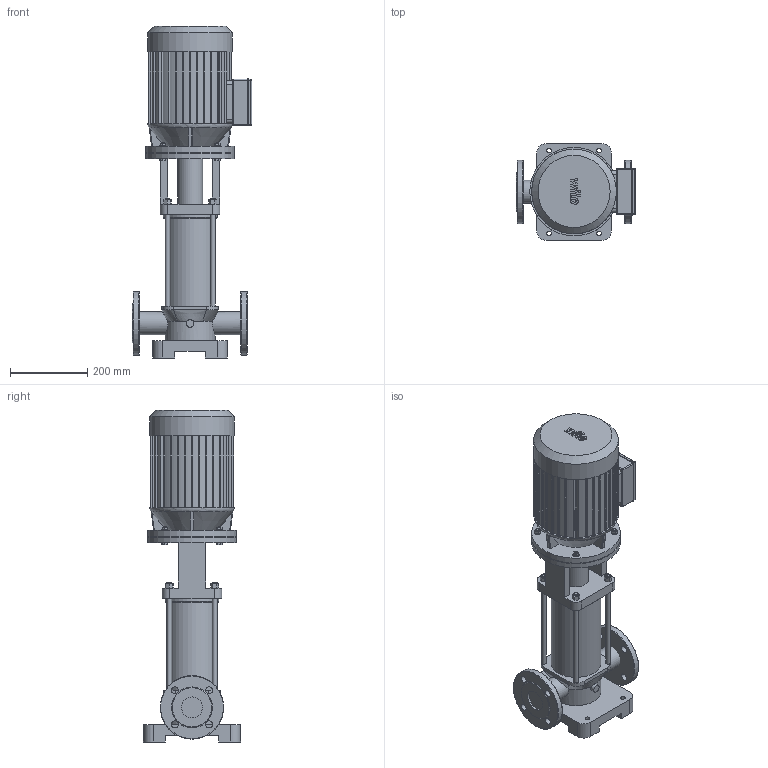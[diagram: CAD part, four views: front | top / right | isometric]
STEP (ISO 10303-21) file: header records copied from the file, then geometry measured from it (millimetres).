
FILE_DESCRIPTION(/* description */ (''),/* implementation_level */ '2;1');
FILE_NAME(/* name */ '3d_MVI1606-3_16_E_3-400-50-2-4035840.stp',/* time_stamp */ '2017-01-31T19:50:23+01:00',/* author */ ('Łukasz'),/* organization */ (''),/* preprocessor_version */ 'ST-DEVELOPER v16.1',/* originating_system */ 'AutoCAD Mechanical',/* authorisation */ '');
FILE_SCHEMA (('AUTOMOTIVE_DESIGN { 1 0 10303 214 3 1 1 }'));
Length unit declared in the file: millimetre
Products named in the file (1): Product
Bounding box: 310 x 252 x 862.2 mm (x, y, z)
Volume: 21405464.7 mm3; surface area: 1120766.4 mm2
Topology: 16 solids, 16 shells, 558 faces, 1415 edges, 917 vertices
Faces by surface type: plane 311, cylinder 177, bspline 32, cone 17, torus 13, sphere 8
Full cylindrical faces by diameter (mm): 8 x4, 12 x12, 16 x4, 18 x8, 20 x1, 54.5 x2, 60.3 x2, 65 x1, 130 x2, 140 x1, 165 x2, 220 x1, 230 x2
Entity records: 17597 total; most frequent: CARTESIAN_POINT 4290, ORIENTED_EDGE 2690, DIRECTION 2683, EDGE_CURVE 1345, VERTEX_POINT 915, AXIS2_PLACEMENT_3D 912, LINE 859, VECTOR 859
